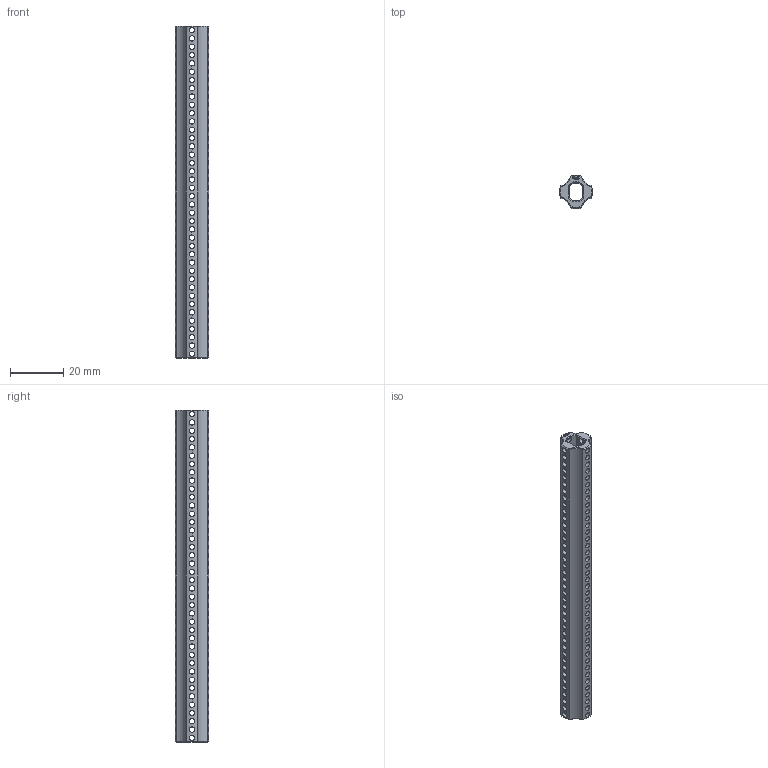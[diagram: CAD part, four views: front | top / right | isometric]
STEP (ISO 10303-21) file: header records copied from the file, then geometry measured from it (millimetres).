
FILE_DESCRIPTION(('FreeCAD Model'),'2;1');
FILE_NAME('Open CASCADE Shape Model','2024-06-16T00:14:11',(''),(''), 'Open CASCADE STEP processor 7.6','FreeCAD','Unknown');
FILE_SCHEMA(('AUTOMOTIVE_DESIGN { 1 0 10303 214 1 1 1 1 }'));
Length unit declared in the file: millimetre
Products named in the file (1): Power-Transmission Hub PLN IDX FXD BU10.00 - SPN-PTH-0040 
(stemfie.org)
Bounding box: 12.5 x 12.5 x 125 mm (x, y, z)
Volume: 7460.1 mm3; surface area: 9915.7 mm2
Topology: 1 solids, 1 shells, 643 faces, 1880 edges, 1272 vertices
Faces by surface type: plane 319, cylinder 170, extrusion 134, cone 20
Full cylindrical faces by diameter (mm): 2 x160
Entity records: 33182 total; most frequent: CARTESIAN_POINT 16422, ORIENTED_EDGE 3760, DIRECTION 2590, EDGE_CURVE 1880, VECTOR 1282, VERTEX_POINT 1272, LINE 1148, FACE_BOUND 998
